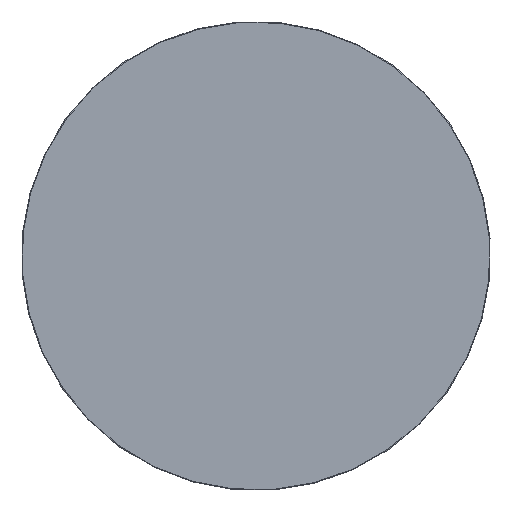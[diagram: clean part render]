
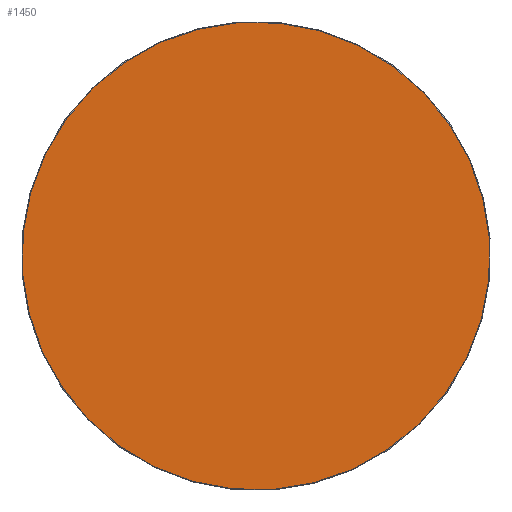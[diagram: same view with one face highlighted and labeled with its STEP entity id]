
A CAD part, front view. The second image highlights one B-rep face of the part: STEP entity #1450.
In plain terms, the highlighted planar face has unit normal (0, -1, 0).
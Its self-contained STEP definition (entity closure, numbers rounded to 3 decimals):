
#113=PLANE('',#1641);
#199=FACE_OUTER_BOUND('',#288,.T.);
#288=EDGE_LOOP('',(#1266,#1267));
#380=CIRCLE('',#1638,246.927);
#381=CIRCLE('',#1639,246.927);
#648=VERTEX_POINT('',#2631);
#649=VERTEX_POINT('',#2632);
#853=EDGE_CURVE('',#648,#649,#380,.T.);
#854=EDGE_CURVE('',#649,#648,#381,.T.);
#1266=ORIENTED_EDGE('',*,*,#853,.T.);
#1267=ORIENTED_EDGE('',*,*,#854,.T.);
#1450=ADVANCED_FACE('',(#199),#113,.T.);
#1638=AXIS2_PLACEMENT_3D('',#2633,#2039,#2040);
#1639=AXIS2_PLACEMENT_3D('',#2634,#2041,#2042);
#1641=AXIS2_PLACEMENT_3D('',#2636,#2045,#2046);
#2039=DIRECTION('center_axis',(0.,-1.,0.));
#2040=DIRECTION('ref_axis',(0.1,0.,0.995));
#2041=DIRECTION('center_axis',(0.,-1.,0.));
#2042=DIRECTION('ref_axis',(0.1,0.,0.995));
#2045=DIRECTION('center_axis',(0.,-1.,0.));
#2046=DIRECTION('ref_axis',(0.995,0.,-0.1));
#2631=CARTESIAN_POINT('',(24.71,0.,245.688));
#2632=CARTESIAN_POINT('',(-245.688,0.,24.71));
#2633=CARTESIAN_POINT('Origin',(0.,0.,
0.));
#2634=CARTESIAN_POINT('Origin',(0.,0.,
0.));
#2636=CARTESIAN_POINT('Origin',(0.,0.,
0.));
